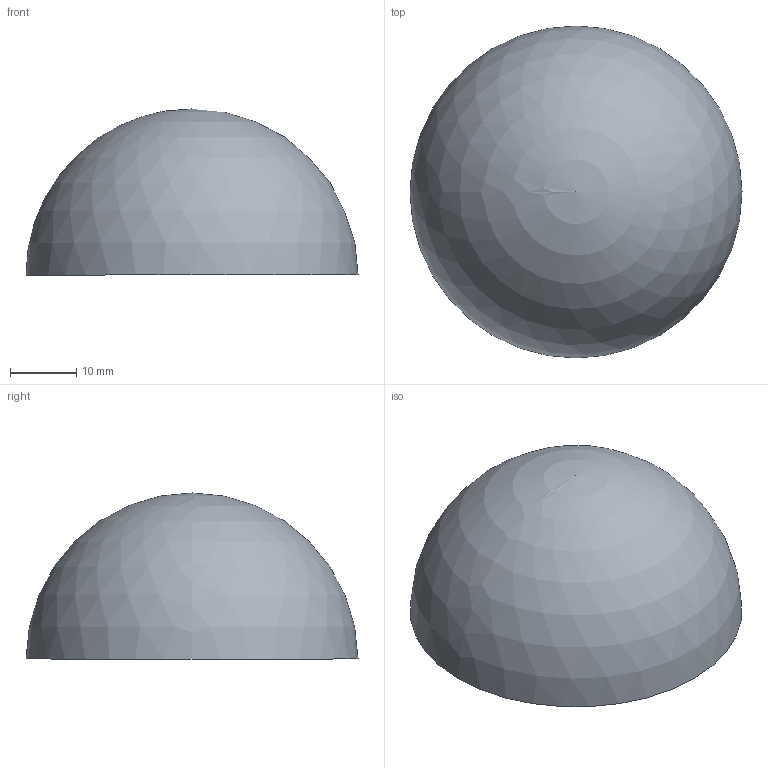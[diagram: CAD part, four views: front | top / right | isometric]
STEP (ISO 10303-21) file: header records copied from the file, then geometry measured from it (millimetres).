
FILE_DESCRIPTION (( 'STEP AP203' ), '1' );
FILE_NAME ('620050.step', '2020-07-15T11:51:39', ( '' ), ( '' ), 'SwSTEP 2.0', 'SolidWorks 2018', '' );
FILE_SCHEMA (( 'CONFIG_CONTROL_DESIGN' ));
Length unit declared in the file: millimetre
Products named in the file (1): 620050
Bounding box: 50 x 50 x 25 mm (x, y, z)
Volume: 7242.3 mm3; surface area: 7556.3 mm2
Topology: 1 solids, 1 shells, 191 faces, 509 edges, 340 vertices
Faces by surface type: bspline 98, plane 70, sphere 23
Entity records: 10270 total; most frequent: CARTESIAN_POINT 5981, ORIENTED_EDGE 1010, DIRECTION 639, EDGE_CURVE 505, VERTEX_POINT 338, AXIS2_PLACEMENT_3D 236, EDGE_LOOP 213, B_SPLINE_CURVE_WITH_KNOTS 196
